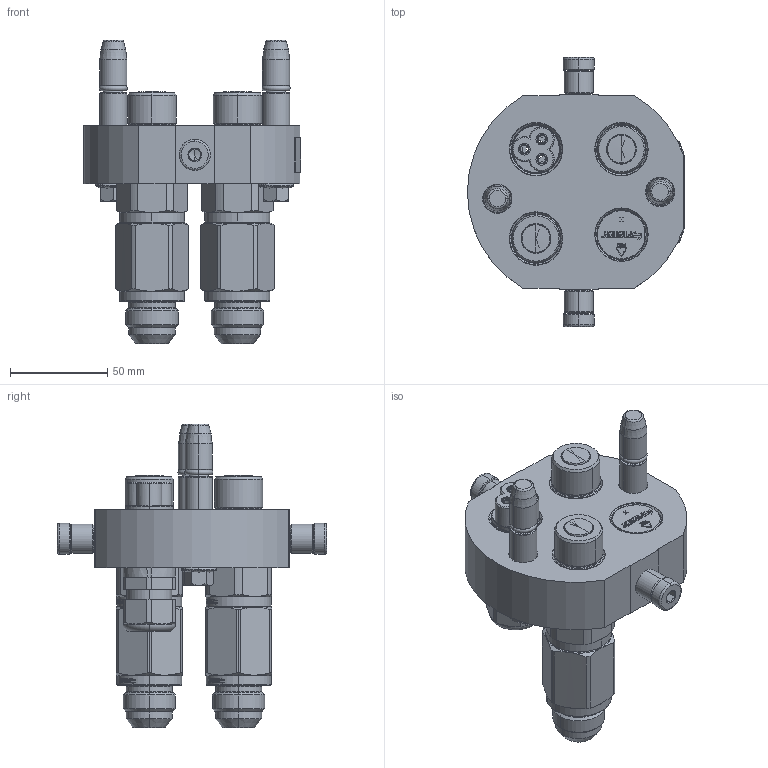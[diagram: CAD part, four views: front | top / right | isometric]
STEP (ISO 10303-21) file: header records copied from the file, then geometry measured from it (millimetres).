
FILE_DESCRIPTION (( 'STEP AP214' ), '1' );
FILE_NAME ('FASTER.step', '2023-12-01T18:11:42', ( '' ), ( '' ), 'SwSTEP 2.0', 'SolidWorks 2017', '' );
FILE_SCHEMA (( 'AUTOMOTIVE_DESIGN' ));
Length unit declared in the file: millimetre
Products named in the file (15): P508_M_BASE; 4830_021_0000_000; FASTER; 4830_028_1000_011; 4830_013_3000_030; TAPPO_12; conn_3p_m; 3ffnp1213_34sm; 4830_044_0000_000; et002_piegata; or2_62x9_19_m; 1540_080_0008_000; 4830_010_0000_022; corpospel08-3m
Assembly tree (22 placements, depth 3):
  FASTER
    P508_M_BASE
      4830_010_0000_022
      4830_013_3000_030  x2
      4830_028_1000_011  x2
      4830_021_0000_000  x2
      1540_080_0008_000  x2
      or2_62x9_19_m  x2
    conn_3p_m
      4830_044_0000_000  x3
      corpospel08-3m
    3ffnp1213_34sm  x2
      3ffnp1213_34sm
    TAPPO_12
    et002_piegata
Bounding box: 111.8 x 138.6 x 156.3 mm (x, y, z)
Volume: 14420.6 mm3; surface area: 117518.1 mm2
Topology: 6 solids, 50 shells, 2088 faces, 5872 edges, 3847 vertices
Faces by surface type: plane 1105, cylinder 463, cone 300, torus 147, bspline 67, sphere 6
Entity records: 66144 total; most frequent: CARTESIAN_POINT 16167, ORIENTED_EDGE 8438, DIRECTION 8086, EDGE_CURVE 4446, VERTEX_POINT 2914, LINE 2850, VECTOR 2850, AXIS2_PLACEMENT_3D 2618
